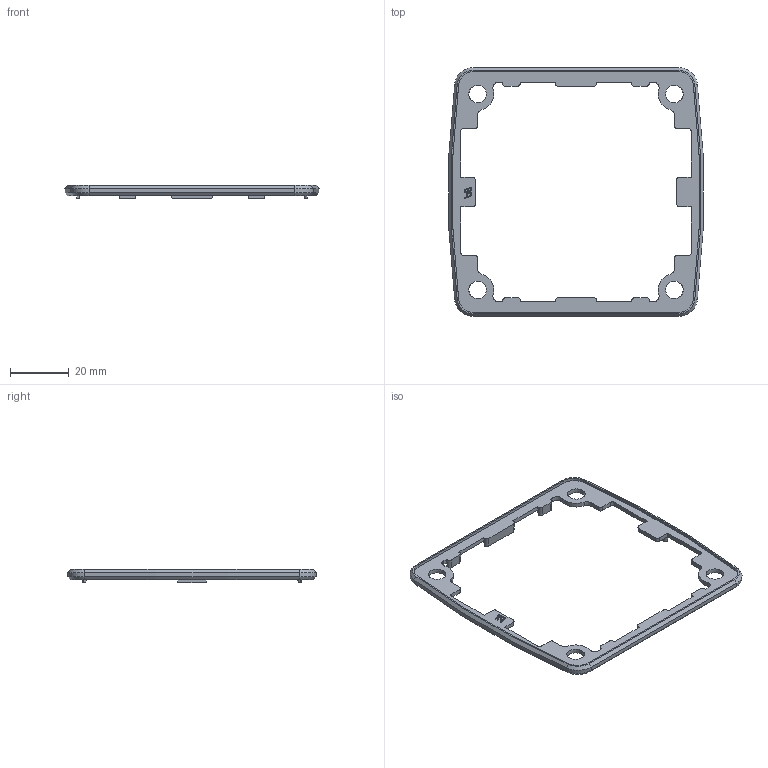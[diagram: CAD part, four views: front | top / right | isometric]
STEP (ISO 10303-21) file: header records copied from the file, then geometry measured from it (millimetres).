
FILE_DESCRIPTION(/* description */ (''),/* implementation_level */ '2;1');
FILE_NAME(/* name */ '84200915_DI 880-EMV.stp',/* time_stamp */ '2022-03-18T11:41:45+01:00',/* author */ ('Watermann'),/* organization */ ('Fa. Bopla'),/* preprocessor_version */ 'ST-DEVELOPER v18.1',/* originating_system */ 'Autodesk Inventor 2022',/* authorisation */ '');
FILE_SCHEMA (('AUTOMOTIVE_DESIGN { 1 0 10303 214 3 1 1 }'));
Length unit declared in the file: millimetre
Products named in the file (1): 2804466_DI_3D
Bounding box: 86.75 x 84.75 x 4.47 mm (x, y, z)
Volume: 3871.5 mm3; surface area: 6107.1 mm2
Topology: 1 solids, 1 shells, 279 faces, 760 edges, 496 vertices
Faces by surface type: plane 132, cone 88, bspline 31, cylinder 28
Entity records: 9186 total; most frequent: CARTESIAN_POINT 2158, ORIENTED_EDGE 1520, DIRECTION 1378, EDGE_CURVE 760, VERTEX_POINT 496, AXIS2_PLACEMENT_3D 473, LINE 432, VECTOR 432
